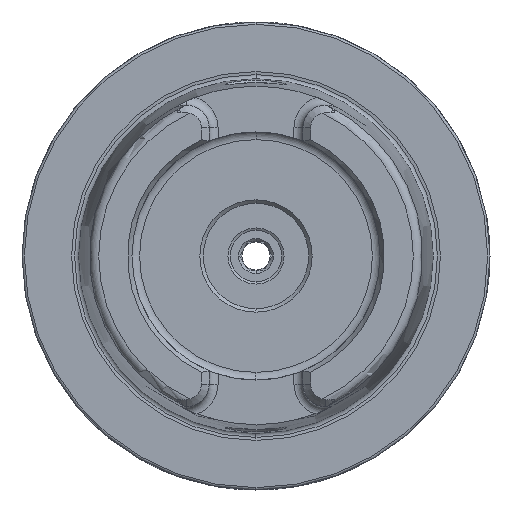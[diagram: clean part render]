
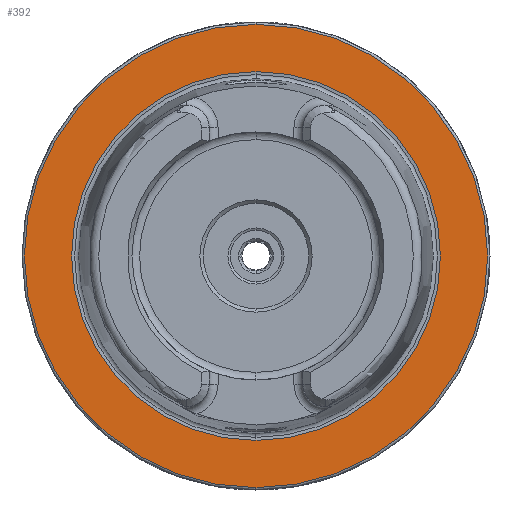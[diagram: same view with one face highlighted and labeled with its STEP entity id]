
A CAD part, left-side view. The second image highlights one B-rep face of the part: STEP entity #392.
In plain terms, the highlighted planar face has unit normal (-1, 0, 0).
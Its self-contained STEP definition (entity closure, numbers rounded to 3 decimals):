
#392 = ADVANCED_FACE ( 'NONE', ( #6805, #4528 ), #7538, .F. ) ;
#615 = VERTEX_POINT ( 'NONE', #10733 ) ;
#1386 = CARTESIAN_POINT ( 'NONE',  ( 0., 0., 39.405 ) ) ;
#1643 = CARTESIAN_POINT ( 'NONE',  ( 0., 0., -39.405 ) ) ;
#1910 = EDGE_CURVE ( 'NONE', #615, #2182, #5287, .T. ) ;
#2060 = CIRCLE ( 'NONE', #7561, 39.405 ) ;
#2182 = VERTEX_POINT ( 'NONE', #9513 ) ;
#3439 = DIRECTION ( 'NONE',  ( 0., 0., 1. ) ) ;
#3521 = CIRCLE ( 'NONE', #6767, 39.405 ) ;
#3943 = EDGE_CURVE ( 'NONE', #9461, #10884, #3521, .T. ) ;
#4528 = FACE_OUTER_BOUND ( 'NONE', #6864, .T. ) ;
#4851 = DIRECTION ( 'NONE',  ( 0., 0., 1. ) ) ;
#5287 = CIRCLE ( 'NONE', #6335, 49.5 ) ;
#5461 = DIRECTION ( 'NONE',  ( -1., 0., 0. ) ) ;
#6335 = AXIS2_PLACEMENT_3D ( 'NONE', #10743, #5461, #4851 ) ;
#6767 = AXIS2_PLACEMENT_3D ( 'NONE', #7138, #6904, #3439 ) ;
#6805 = FACE_BOUND ( 'NONE', #7278, .T. ) ;
#6864 = EDGE_LOOP ( 'NONE', ( #9654, #9690 ) ) ;
#6904 = DIRECTION ( 'NONE',  ( -1., 0., 0. ) ) ;
#7138 = CARTESIAN_POINT ( 'NONE',  ( 0., 0., 0. ) ) ;
#7278 = EDGE_LOOP ( 'NONE', ( #9404, #9643 ) ) ;
#7439 = CARTESIAN_POINT ( 'NONE',  ( 0., 49.5, 0. ) ) ;
#7538 = PLANE ( 'NONE',  #7694 ) ;
#7561 = AXIS2_PLACEMENT_3D ( 'NONE', #8238, #8225, #8208 ) ;
#7564 = DIRECTION ( 'NONE',  ( 1., 0., 0. ) ) ;
#7569 = DIRECTION ( 'NONE',  ( 0., 0., -1. ) ) ;
#7694 = AXIS2_PLACEMENT_3D ( 'NONE', #7439, #7564, #7569 ) ;
#8163 = AXIS2_PLACEMENT_3D ( 'NONE', #8540, #8505, #8457 ) ;
#8208 = DIRECTION ( 'NONE',  ( 0., 0., 1. ) ) ;
#8225 = DIRECTION ( 'NONE',  ( -1., 0., 0. ) ) ;
#8238 = CARTESIAN_POINT ( 'NONE',  ( 0., 0., 0. ) ) ;
#8389 = CIRCLE ( 'NONE', #8163, 49.5 ) ;
#8457 = DIRECTION ( 'NONE',  ( 0., 0., 1. ) ) ;
#8505 = DIRECTION ( 'NONE',  ( -1., 0., 0. ) ) ;
#8540 = CARTESIAN_POINT ( 'NONE',  ( 0., 0., 0. ) ) ;
#8910 = EDGE_CURVE ( 'NONE', #2182, #615, #8389, .T. ) ;
#8953 = EDGE_CURVE ( 'NONE', #10884, #9461, #2060, .T. ) ;
#9404 = ORIENTED_EDGE ( 'NONE', *, *, #8953, .F. ) ;
#9461 = VERTEX_POINT ( 'NONE', #1643 ) ;
#9513 = CARTESIAN_POINT ( 'NONE',  ( 0., 0., -49.5 ) ) ;
#9643 = ORIENTED_EDGE ( 'NONE', *, *, #3943, .F. ) ;
#9654 = ORIENTED_EDGE ( 'NONE', *, *, #1910, .T. ) ;
#9690 = ORIENTED_EDGE ( 'NONE', *, *, #8910, .T. ) ;
#10733 = CARTESIAN_POINT ( 'NONE',  ( 0., 0., 49.5 ) ) ;
#10743 = CARTESIAN_POINT ( 'NONE',  ( 0., 0., 0. ) ) ;
#10884 = VERTEX_POINT ( 'NONE', #1386 ) ;
